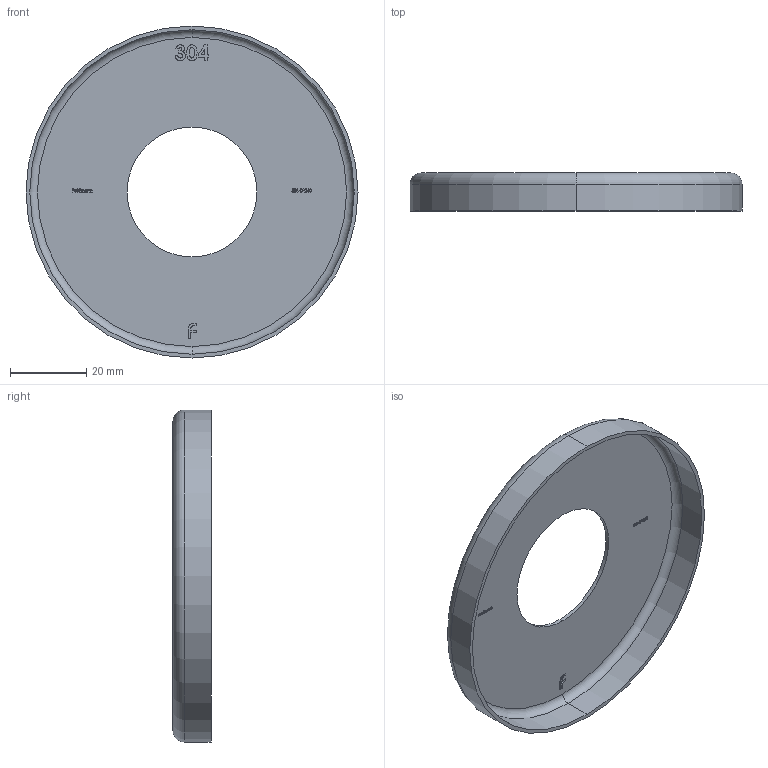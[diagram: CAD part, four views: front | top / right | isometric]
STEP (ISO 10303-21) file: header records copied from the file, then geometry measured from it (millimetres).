
FILE_DESCRIPTION (( 'STEP AP203' ), '1' );
FILE_NAME ('50147-240.step', '2020-11-05T12:44:57', ( '' ), ( '' ), 'SwSTEP 2.0', 'SolidWorks 2018', '' );
FILE_SCHEMA (( 'CONFIG_CONTROL_DESIGN' ));
Length unit declared in the file: millimetre
Products named in the file (2): 50147-240
Bounding box: 87 x 10 x 87 mm (x, y, z)
Volume: 7173 mm3; surface area: 14742.1 mm2
Topology: 1 solids, 1 shells, 283 faces, 746 edges, 496 vertices
Faces by surface type: plane 168, bspline 105, cylinder 6, torus 4
Entity records: 14761 total; most frequent: CARTESIAN_POINT 8296, ORIENTED_EDGE 1492, DIRECTION 916, EDGE_CURVE 746, VECTOR 516, LINE 516, VERTEX_POINT 496, EDGE_LOOP 316
